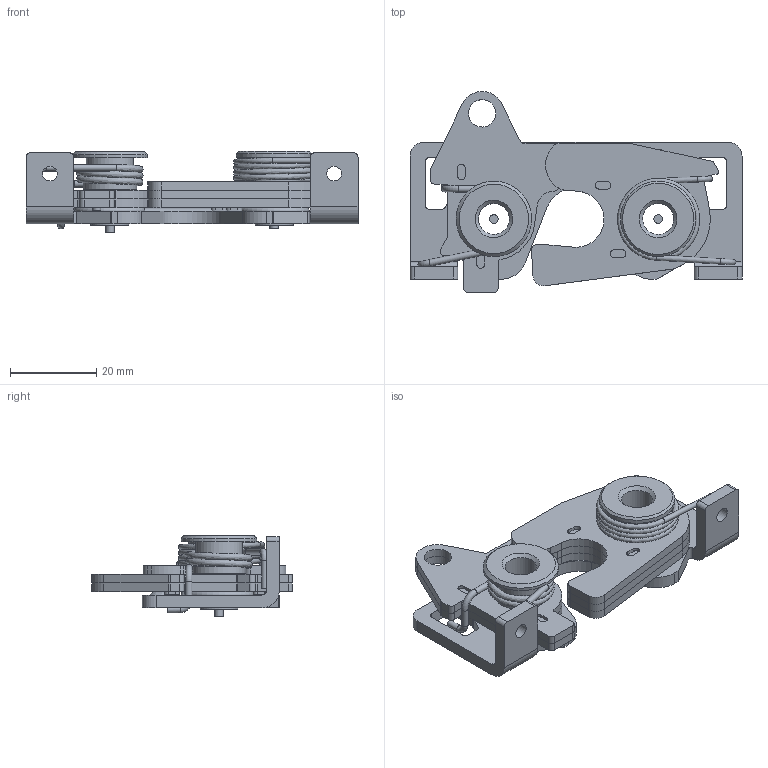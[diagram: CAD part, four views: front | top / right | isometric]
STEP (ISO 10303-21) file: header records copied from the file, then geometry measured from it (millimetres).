
FILE_DESCRIPTION(('STEP AP203'),'1');
FILE_NAME('2810.1.1.001.step','2018-03-16T07:41:58',(' '),(' '),'Spatial InterOp 3D',' ',' ');
FILE_SCHEMA(('CONFIG_CONTROL_DESIGN'));
Length unit declared in the file: millimetre
Products named in the file (12): 1; 2; 3; 4; 5; 6; 7; 8; 9; 10; 11; 12
Bounding box: 77 x 46.59 x 18.84 mm (x, y, z)
Volume: 16752.9 mm3; surface area: 19787.8 mm2
Topology: 12 solids, 12 shells, 387 faces, 992 edges, 661 vertices
Faces by surface type: cylinder 184, plane 183, torus 11, cone 5, bspline 4
Full cylindrical faces by diameter (mm): 1.25 x4, 1.499 x5, 2 x2, 3.404 x2, 6.35 x2, 7.2 x2, 8.8 x2, 9 x2, 10.65 x1, 10.9 x3, 12.4 x2, 12.6 x3, 14 x1, 17.5 x2
Entity records: 13150 total; most frequent: CARTESIAN_POINT 3057, DIRECTION 2102, ORIENTED_EDGE 1856, EDGE_CURVE 928, AXIS2_PLACEMENT_3D 783, VERTEX_POINT 646, LINE 536, VECTOR 536
